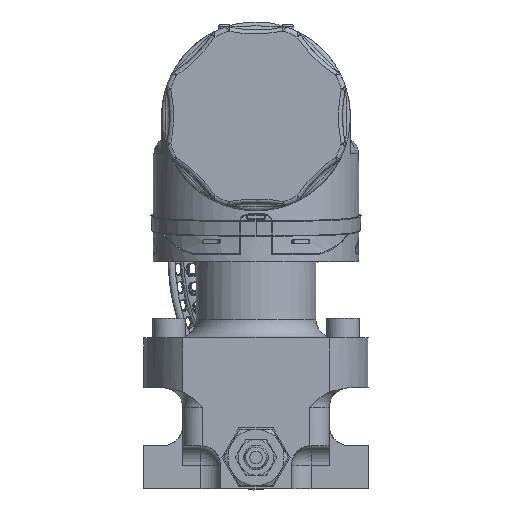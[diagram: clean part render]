
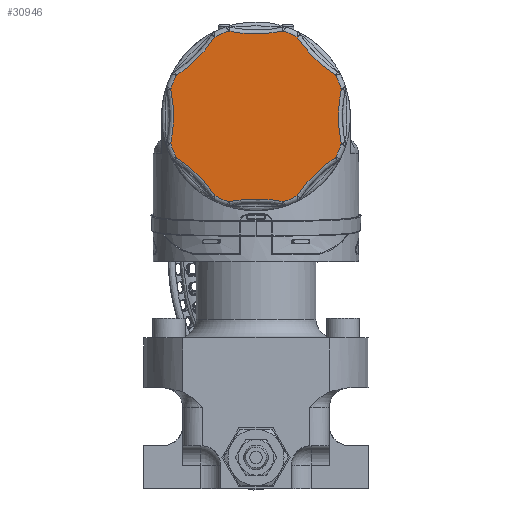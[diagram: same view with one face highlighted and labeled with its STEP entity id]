
A CAD part, front view. The second image highlights one B-rep face of the part: STEP entity #30946.
In plain terms, the highlighted planar face has unit normal (0, -1, 0).
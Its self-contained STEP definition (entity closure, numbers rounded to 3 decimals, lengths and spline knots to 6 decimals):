
#1347=PLANE('',#35622);
#3402=CIRCLE('',#35623,0.02275);
#3403=CIRCLE('',#35624,0.02275);
#3404=CIRCLE('',#35625,0.02275);
#3405=CIRCLE('',#35626,0.02275);
#3406=CIRCLE('',#35627,0.02275);
#3407=CIRCLE('',#35628,0.02275);
#3408=CIRCLE('',#35629,0.02275);
#3409=CIRCLE('',#35630,0.02275);
#11385=ORIENTED_EDGE('',*,*,#17620,.T.);
#11386=ORIENTED_EDGE('',*,*,#18309,.T.);
#11387=ORIENTED_EDGE('',*,*,#17614,.T.);
#11388=ORIENTED_EDGE('',*,*,#18310,.T.);
#11389=ORIENTED_EDGE('',*,*,#17610,.T.);
#11390=ORIENTED_EDGE('',*,*,#18311,.T.);
#11391=ORIENTED_EDGE('',*,*,#17606,.T.);
#11392=ORIENTED_EDGE('',*,*,#18312,.T.);
#11393=ORIENTED_EDGE('',*,*,#17602,.T.);
#11394=ORIENTED_EDGE('',*,*,#18313,.T.);
#11395=ORIENTED_EDGE('',*,*,#17598,.T.);
#11396=ORIENTED_EDGE('',*,*,#18314,.T.);
#11397=ORIENTED_EDGE('',*,*,#17594,.T.);
#11398=ORIENTED_EDGE('',*,*,#18315,.T.);
#11399=ORIENTED_EDGE('',*,*,#17618,.T.);
#11400=ORIENTED_EDGE('',*,*,#18316,.T.);
#17594=EDGE_CURVE('',#21520,#21519,#24103,.T.);
#17598=EDGE_CURVE('',#21524,#21523,#24105,.T.);
#17602=EDGE_CURVE('',#21528,#21527,#24107,.T.);
#17606=EDGE_CURVE('',#21532,#21531,#24109,.T.);
#17610=EDGE_CURVE('',#21536,#21535,#24111,.T.);
#17614=EDGE_CURVE('',#21540,#21539,#24113,.T.);
#17618=EDGE_CURVE('',#21544,#21543,#24115,.T.);
#17620=EDGE_CURVE('',#21545,#21546,#24116,.T.);
#18309=EDGE_CURVE('',#21546,#21540,#3402,.T.);
#18310=EDGE_CURVE('',#21539,#21536,#3403,.T.);
#18311=EDGE_CURVE('',#21535,#21532,#3404,.T.);
#18312=EDGE_CURVE('',#21531,#21528,#3405,.T.);
#18313=EDGE_CURVE('',#21527,#21524,#3406,.T.);
#18314=EDGE_CURVE('',#21523,#21520,#3407,.T.);
#18315=EDGE_CURVE('',#21519,#21544,#3408,.T.);
#18316=EDGE_CURVE('',#21543,#21545,#3409,.T.);
#21519=VERTEX_POINT('',#62779);
#21520=VERTEX_POINT('',#62787);
#21523=VERTEX_POINT('',#62820);
#21524=VERTEX_POINT('',#62828);
#21527=VERTEX_POINT('',#62861);
#21528=VERTEX_POINT('',#62869);
#21531=VERTEX_POINT('',#62902);
#21532=VERTEX_POINT('',#62910);
#21535=VERTEX_POINT('',#62943);
#21536=VERTEX_POINT('',#62951);
#21539=VERTEX_POINT('',#62984);
#21540=VERTEX_POINT('',#62992);
#21543=VERTEX_POINT('',#63025);
#21544=VERTEX_POINT('',#63033);
#21545=VERTEX_POINT('',#63063);
#21546=VERTEX_POINT('',#63064);
#24103=B_SPLINE_CURVE_WITH_KNOTS('',3,(#62780,#62781,#62782,#62783,#62784,
#62785,#62786),.UNSPECIFIED.,.F.,.F.,(4,1,1,1,4),(0.002001,0.005502,
0.009002,0.012503,0.016004),
 .UNSPECIFIED.);
#24105=B_SPLINE_CURVE_WITH_KNOTS('',3,(#62821,#62822,#62823,#62824,#62825,
#62826,#62827),.UNSPECIFIED.,.F.,.F.,(4,1,1,1,4),(0.001991,0.005489,
0.008986,0.012483,0.01598),
 .UNSPECIFIED.);
#24107=B_SPLINE_CURVE_WITH_KNOTS('',3,(#62862,#62863,#62864,#62865,#62866,
#62867,#62868),.UNSPECIFIED.,.F.,.F.,(4,1,1,1,4),(0.002001,0.005502,
0.009002,0.012503,0.016004),.UNSPECIFIED.);
#24109=B_SPLINE_CURVE_WITH_KNOTS('',3,(#62903,#62904,#62905,#62906,#62907,
#62908,#62909),.UNSPECIFIED.,.F.,.F.,(4,1,1,1,4),(0.001991,0.005489,
0.008986,0.012483,0.01598),
 .UNSPECIFIED.);
#24111=B_SPLINE_CURVE_WITH_KNOTS('',3,(#62944,#62945,#62946,#62947,#62948,
#62949,#62950),.UNSPECIFIED.,.F.,.F.,(4,1,1,1,4),(0.002001,0.005502,
0.009002,0.012503,0.016004),
 .UNSPECIFIED.);
#24113=B_SPLINE_CURVE_WITH_KNOTS('',3,(#62985,#62986,#62987,#62988,#62989,
#62990,#62991),.UNSPECIFIED.,.F.,.F.,(4,1,1,1,4),(0.001991,0.005489,
0.008986,0.012483,0.01598),.UNSPECIFIED.);
#24115=B_SPLINE_CURVE_WITH_KNOTS('',3,(#63026,#63027,#63028,#63029,#63030,
#63031,#63032),.UNSPECIFIED.,.F.,.F.,(4,1,1,1,4),(0.001991,0.005489,
0.008986,0.012483,0.01598),
 .UNSPECIFIED.);
#24116=B_SPLINE_CURVE_WITH_KNOTS('',3,(#63056,#63057,#63058,#63059,#63060,
#63061,#63062),.UNSPECIFIED.,.F.,.F.,(4,1,1,1,4),(0.002001,0.005502,
0.009002,0.012503,0.016004),
 .UNSPECIFIED.);
#26230=EDGE_LOOP('',(#11385,#11386,#11387,#11388,#11389,#11390,#11391,#11392,
#11393,#11394,#11395,#11396,#11397,#11398,#11399,#11400));
#28454=FACE_BOUND('',#26230,.T.);
#30946=ADVANCED_FACE('',(#28454),#1347,.T.);
#35622=AXIS2_PLACEMENT_3D('',#71881,#41188,#41189);
#35623=AXIS2_PLACEMENT_3D('',#71882,#41190,#41191);
#35624=AXIS2_PLACEMENT_3D('',#71883,#41192,#41193);
#35625=AXIS2_PLACEMENT_3D('',#71884,#41194,#41195);
#35626=AXIS2_PLACEMENT_3D('',#71885,#41196,#41197);
#35627=AXIS2_PLACEMENT_3D('',#71886,#41198,#41199);
#35628=AXIS2_PLACEMENT_3D('',#71887,#41200,#41201);
#35629=AXIS2_PLACEMENT_3D('',#71888,#41202,#41203);
#35630=AXIS2_PLACEMENT_3D('',#71889,#41204,#41205);
#41188=DIRECTION('',(0.,-1.,0.));
#41189=DIRECTION('',(1.,0.,0.));
#41190=DIRECTION('',(0.,-1.,0.));
#41191=DIRECTION('',(0.,0.,-1.));
#41192=DIRECTION('',(0.,-1.,0.));
#41193=DIRECTION('',(0.,0.,-1.));
#41194=DIRECTION('',(0.,-1.,0.));
#41195=DIRECTION('',(0.,0.,-1.));
#41196=DIRECTION('',(0.,-1.,0.));
#41197=DIRECTION('',(0.,0.,-1.));
#41198=DIRECTION('',(0.,-1.,0.));
#41199=DIRECTION('',(0.,0.,-1.));
#41200=DIRECTION('',(0.,-1.,0.));
#41201=DIRECTION('',(0.,0.,-1.));
#41202=DIRECTION('',(0.,-1.,0.));
#41203=DIRECTION('',(0.,0.,-1.));
#41204=DIRECTION('',(0.,-1.,0.));
#41205=DIRECTION('',(0.,0.,-1.));
#62779=CARTESIAN_POINT('',(-0.010459,-0.0557,-0.010203));
#62780=CARTESIAN_POINT('',(-0.020203,-0.0557,-0.000459));
#62781=CARTESIAN_POINT('',(-0.019217,-0.0557,-0.001059));
#62782=CARTESIAN_POINT('',(-0.017379,-0.0557,-0.002457));
#62783=CARTESIAN_POINT('',(-0.014816,-0.0557,-0.004814));
#62784=CARTESIAN_POINT('',(-0.012468,-0.0557,-0.007366));
#62785=CARTESIAN_POINT('',(-0.011061,-0.0557,-0.009213));
#62786=CARTESIAN_POINT('',(-0.010459,-0.0557,-0.010203));
#62787=CARTESIAN_POINT('',(-0.020203,-0.0557,-0.000459));
#62820=CARTESIAN_POINT('',(-0.021682,-0.0557,0.00311));
#62821=CARTESIAN_POINT('',(-0.021682,-0.0557,0.01689));
#62822=CARTESIAN_POINT('',(-0.021406,-0.0557,0.015762));
#62823=CARTESIAN_POINT('',(-0.021098,-0.0557,0.013479));
#62824=CARTESIAN_POINT('',(-0.020952,-0.0557,0.010011));
#62825=CARTESIAN_POINT('',(-0.021096,-0.0557,0.006539));
#62826=CARTESIAN_POINT('',(-0.021407,-0.0557,0.004237));
#62827=CARTESIAN_POINT('',(-0.021682,-0.0557,0.00311));
#62828=CARTESIAN_POINT('',(-0.021682,-0.0557,0.01689));
#62861=CARTESIAN_POINT('',(-0.020203,-0.0557,0.020459));
#62862=CARTESIAN_POINT('',(-0.010459,-0.0557,0.030203));
#62863=CARTESIAN_POINT('',(-0.011059,-0.0557,0.029217));
#62864=CARTESIAN_POINT('',(-0.012457,-0.0557,0.027379));
#62865=CARTESIAN_POINT('',(-0.014814,-0.0557,0.024816));
#62866=CARTESIAN_POINT('',(-0.017366,-0.0557,0.022468));
#62867=CARTESIAN_POINT('',(-0.019213,-0.0557,0.021061));
#62868=CARTESIAN_POINT('',(-0.020203,-0.0557,0.020459));
#62869=CARTESIAN_POINT('',(-0.010459,-0.0557,0.030203));
#62902=CARTESIAN_POINT('',(-0.00689,-0.0557,0.031682));
#62903=CARTESIAN_POINT('',(0.00689,-0.0557,0.031682));
#62904=CARTESIAN_POINT('',(0.005762,-0.0557,0.031406));
#62905=CARTESIAN_POINT('',(0.003479,-0.0557,0.031098));
#62906=CARTESIAN_POINT('',(0.000011,-0.0557,0.030952));
#62907=CARTESIAN_POINT('',(-0.003461,-0.0557,0.031096));
#62908=CARTESIAN_POINT('',(-0.005763,-0.0557,0.031407));
#62909=CARTESIAN_POINT('',(-0.00689,-0.0557,0.031682));
#62910=CARTESIAN_POINT('',(0.00689,-0.0557,0.031682));
#62943=CARTESIAN_POINT('',(0.010459,-0.0557,0.030203));
#62944=CARTESIAN_POINT('',(0.020203,-0.0557,0.020459));
#62945=CARTESIAN_POINT('',(0.019217,-0.0557,0.021059));
#62946=CARTESIAN_POINT('',(0.017379,-0.0557,0.022457));
#62947=CARTESIAN_POINT('',(0.014816,-0.0557,0.024814));
#62948=CARTESIAN_POINT('',(0.012468,-0.0557,0.027366));
#62949=CARTESIAN_POINT('',(0.011061,-0.0557,0.029213));
#62950=CARTESIAN_POINT('',(0.010459,-0.0557,0.030203));
#62951=CARTESIAN_POINT('',(0.020203,-0.0557,0.020459));
#62984=CARTESIAN_POINT('',(0.021682,-0.0557,0.01689));
#62985=CARTESIAN_POINT('',(0.021682,-0.0557,0.00311));
#62986=CARTESIAN_POINT('',(0.021406,-0.0557,0.004238));
#62987=CARTESIAN_POINT('',(0.021098,-0.0557,0.006521));
#62988=CARTESIAN_POINT('',(0.020952,-0.0557,0.009989));
#62989=CARTESIAN_POINT('',(0.021096,-0.0557,0.013461));
#62990=CARTESIAN_POINT('',(0.021407,-0.0557,0.015763));
#62991=CARTESIAN_POINT('',(0.021682,-0.0557,0.01689));
#62992=CARTESIAN_POINT('',(0.021682,-0.0557,0.00311));
#63025=CARTESIAN_POINT('',(0.00689,-0.0557,-0.011682));
#63026=CARTESIAN_POINT('',(-0.00689,-0.0557,-0.011682));
#63027=CARTESIAN_POINT('',(-0.005762,-0.0557,-0.011406));
#63028=CARTESIAN_POINT('',(-0.003479,-0.0557,-0.011098));
#63029=CARTESIAN_POINT('',(-0.000011,-0.0557,-0.010952));
#63030=CARTESIAN_POINT('',(0.003461,-0.0557,-0.011096));
#63031=CARTESIAN_POINT('',(0.005763,-0.0557,-0.011407));
#63032=CARTESIAN_POINT('',(0.00689,-0.0557,-0.011682));
#63033=CARTESIAN_POINT('',(-0.00689,-0.0557,-0.011682));
#63056=CARTESIAN_POINT('',(0.010459,-0.0557,-0.010203));
#63057=CARTESIAN_POINT('',(0.011059,-0.0557,-0.009217));
#63058=CARTESIAN_POINT('',(0.012457,-0.0557,-0.007379));
#63059=CARTESIAN_POINT('',(0.014814,-0.0557,-0.004816));
#63060=CARTESIAN_POINT('',(0.017366,-0.0557,-0.002468));
#63061=CARTESIAN_POINT('',(0.019213,-0.0557,-0.001061));
#63062=CARTESIAN_POINT('',(0.020203,-0.0557,-0.000459));
#63063=CARTESIAN_POINT('',(0.010459,-0.0557,-0.010203));
#63064=CARTESIAN_POINT('',(0.020203,-0.0557,-0.000459));
#71881=CARTESIAN_POINT('',(0.,-0.0557,0.01));
#71882=CARTESIAN_POINT('',(0.,-0.0557,0.01));
#71883=CARTESIAN_POINT('',(0.,-0.0557,0.01));
#71884=CARTESIAN_POINT('',(0.,-0.0557,0.01));
#71885=CARTESIAN_POINT('',(0.,-0.0557,0.01));
#71886=CARTESIAN_POINT('',(0.,-0.0557,0.01));
#71887=CARTESIAN_POINT('',(0.,-0.0557,0.01));
#71888=CARTESIAN_POINT('',(0.,-0.0557,0.01));
#71889=CARTESIAN_POINT('',(0.,-0.0557,0.01));
